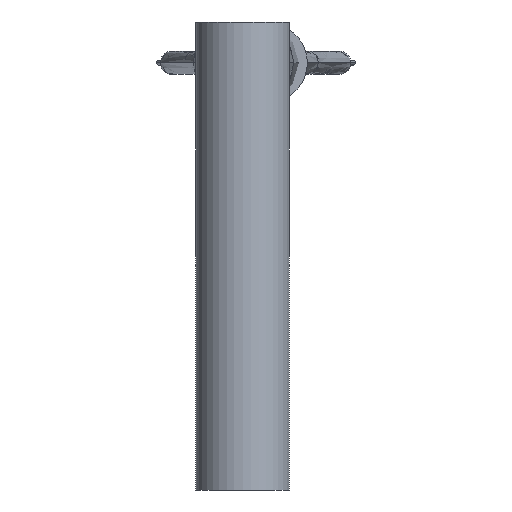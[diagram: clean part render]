
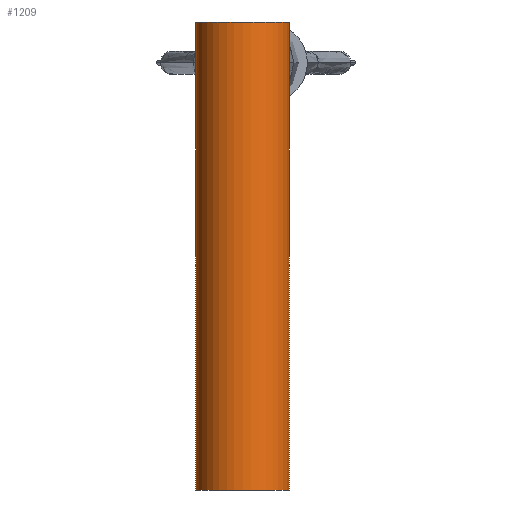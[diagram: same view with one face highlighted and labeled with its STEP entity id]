
A CAD part, front view. The second image highlights one B-rep face of the part: STEP entity #1209.
In plain terms, the highlighted cylindrical face has radius 3 mm (diameter 6 mm), a partial arc.
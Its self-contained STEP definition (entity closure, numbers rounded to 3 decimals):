
#65 = ORIENTED_EDGE ( 'NONE', *, *, #1596, .F. ) ;
#74 = DIRECTION ( 'NONE',  ( 1., 0., 0. ) ) ;
#90 = DIRECTION ( 'NONE',  ( 0., 0., 1. ) ) ;
#169 = CARTESIAN_POINT ( 'NONE',  ( 0., 0., 10. ) ) ;
#197 = ORIENTED_EDGE ( 'NONE', *, *, #752, .T. ) ;
#222 = FACE_OUTER_BOUND ( 'NONE', #1363, .T. ) ;
#253 = ORIENTED_EDGE ( 'NONE', *, *, #416, .F. ) ;
#275 = VERTEX_POINT ( 'NONE', #1590 ) ;
#291 = CARTESIAN_POINT ( 'NONE',  ( 3., 0., -20. ) ) ;
#307 = DIRECTION ( 'NONE',  ( 1., 0., 0. ) ) ;
#336 = CARTESIAN_POINT ( 'NONE',  ( 0., 0., -20. ) ) ;
#361 = CARTESIAN_POINT ( 'NONE',  ( -3., 0., -20. ) ) ;
#416 = EDGE_CURVE ( 'NONE', #275, #1445, #1190, .T. ) ;
#482 = VECTOR ( 'NONE', #608, 1000. ) ;
#491 = CARTESIAN_POINT ( 'NONE',  ( 3., 0., 10. ) ) ;
#603 = CARTESIAN_POINT ( 'NONE',  ( 0., 0., -20. ) ) ;
#608 = DIRECTION ( 'NONE',  ( 0., 0., 1. ) ) ;
#613 = AXIS2_PLACEMENT_3D ( 'NONE', #336, #1287, #74 ) ;
#652 = VECTOR ( 'NONE', #854, 1000. ) ;
#719 = CARTESIAN_POINT ( 'NONE',  ( -3., 0., -20. ) ) ;
#752 = EDGE_CURVE ( 'NONE', #1362, #1445, #1201, .T. ) ;
#840 = AXIS2_PLACEMENT_3D ( 'NONE', #603, #90, #1006 ) ;
#854 = DIRECTION ( 'NONE',  ( 0., 0., 1. ) ) ;
#892 = CYLINDRICAL_SURFACE ( 'NONE', #840, 3. ) ;
#1006 = DIRECTION ( 'NONE',  ( 1., 0., 0. ) ) ;
#1046 = AXIS2_PLACEMENT_3D ( 'NONE', #169, #1114, #307 ) ;
#1074 = VERTEX_POINT ( 'NONE', #361 ) ;
#1114 = DIRECTION ( 'NONE',  ( 0., 0., 1. ) ) ;
#1153 = EDGE_CURVE ( 'NONE', #1074, #1362, #1333, .T. ) ;
#1190 = CIRCLE ( 'NONE', #1046, 3. ) ;
#1201 = LINE ( 'NONE', #1556, #482 ) ;
#1209 = ADVANCED_FACE ( 'NONE', ( #222 ), #892, .T. ) ;
#1287 = DIRECTION ( 'NONE',  ( 0., 0., 1. ) ) ;
#1333 = CIRCLE ( 'NONE', #613, 3. ) ;
#1362 = VERTEX_POINT ( 'NONE', #291 ) ;
#1363 = EDGE_LOOP ( 'NONE', ( #65, #1699, #197, #253 ) ) ;
#1445 = VERTEX_POINT ( 'NONE', #491 ) ;
#1556 = CARTESIAN_POINT ( 'NONE',  ( 3., 0., -20. ) ) ;
#1590 = CARTESIAN_POINT ( 'NONE',  ( -3., 0., 10. ) ) ;
#1596 = EDGE_CURVE ( 'NONE', #1074, #275, #1707, .T. ) ;
#1699 = ORIENTED_EDGE ( 'NONE', *, *, #1153, .T. ) ;
#1707 = LINE ( 'NONE', #719, #652 ) ;
